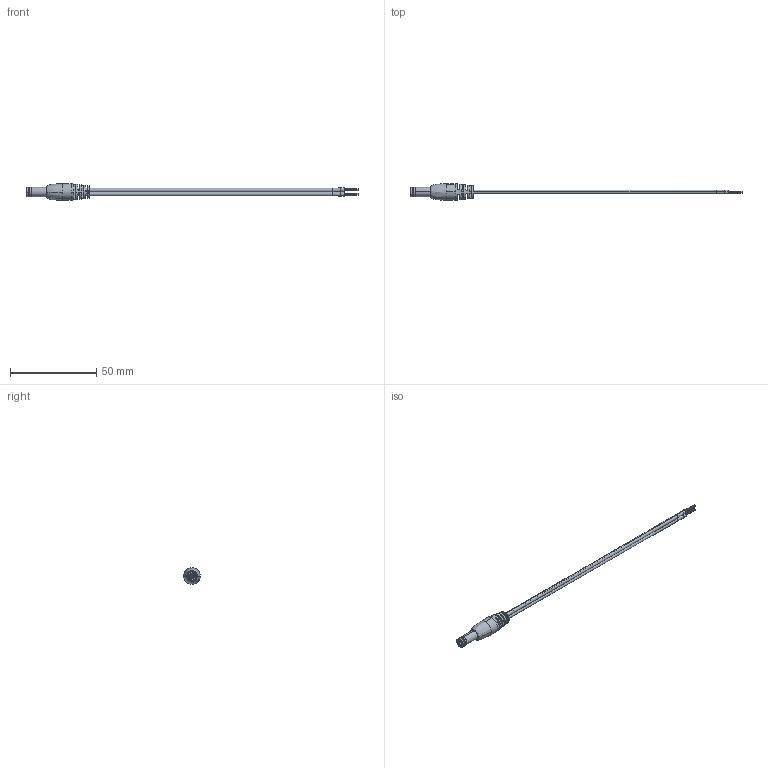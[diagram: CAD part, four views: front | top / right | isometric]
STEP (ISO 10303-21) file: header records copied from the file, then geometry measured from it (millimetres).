
FILE_DESCRIPTION (( 'STEP AP203' ), '1' );
FILE_NAME ('10-03131_revA.STEP', '2018-10-04T16:50:46', ( '' ), ( '' ), 'SwSTEP 2.0', 'SolidWorks 2015', '' );
FILE_SCHEMA (( 'CONFIG_CONTROL_DESIGN' ));
Length unit declared in the file: millimetre
Products named in the file (7): 30-01248_s+t; 50-00542_shell_Shell; 24-00003; 10-03131_revA; 50-00542_spring contact_Spring contact; 50-00542; 50-00542_insulator_Insulator
Assembly tree (6 placements, depth 3):
  10-03131_revA
    30-01248_s+t
    24-00003
    50-00542
      50-00542_shell_Shell
      50-00542_insulator_Insulator
      50-00542_spring contact_Spring contact
Bounding box: 192.68 x 9.6 x 9.6 mm (x, y, z)
Volume: 2778.4 mm3; surface area: 17570.9 mm2
Topology: 181 solids, 181 shells, 1176 faces, 2374 edges, 1573 vertices
Faces by surface type: cylinder 552, plane 468, bspline 117, torus 22, cone 17
Entity records: 35177 total; most frequent: CARTESIAN_POINT 9520, DIRECTION 5402, ORIENTED_EDGE 4748, EDGE_CURVE 2374, AXIS2_PLACEMENT_3D 2300, VERTEX_POINT 1573, EDGE_LOOP 1359, CIRCLE 1231
